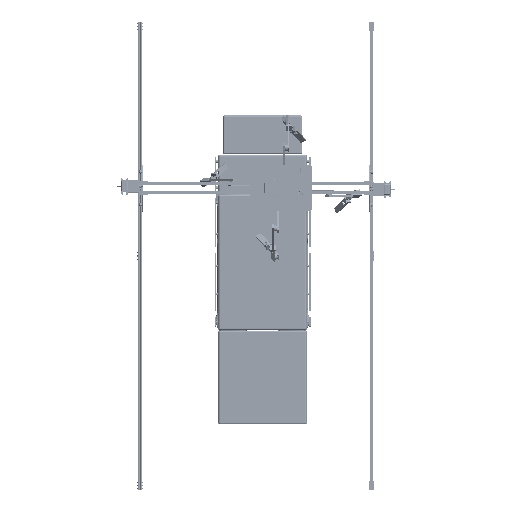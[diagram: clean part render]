
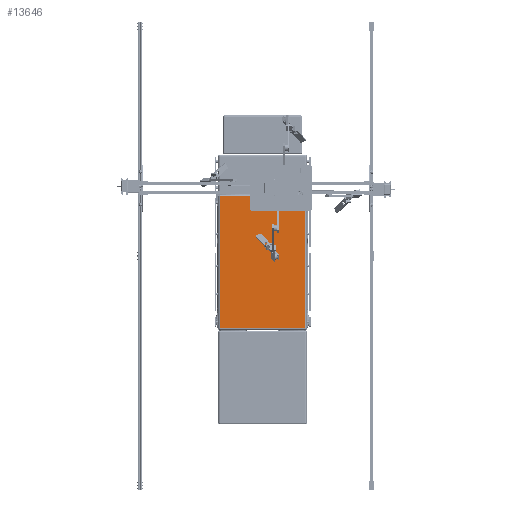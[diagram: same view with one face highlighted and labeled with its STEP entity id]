
A CAD part, top view. The second image highlights one B-rep face of the part: STEP entity #13646.
In plain terms, the highlighted planar face has unit normal (0, 0, 1).
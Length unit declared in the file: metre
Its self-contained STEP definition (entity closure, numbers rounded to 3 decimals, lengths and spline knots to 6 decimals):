
#13646 = ADVANCED_FACE( '', ( #25455 ), #25456, .T. );
#25455 = FACE_OUTER_BOUND( '', #51935, .T. );
#25456 = PLANE( '', #51936 );
#51935 = EDGE_LOOP( '', ( #82480, #82481, #82482, #82483 ) );
#51936 = AXIS2_PLACEMENT_3D( '', #82484, #82485, #82486 );
#82480 = ORIENTED_EDGE( '', *, *, #107959, .T. );
#82481 = ORIENTED_EDGE( '', *, *, #107960, .T. );
#82482 = ORIENTED_EDGE( '', *, *, #107961, .T. );
#82483 = ORIENTED_EDGE( '', *, *, #103621, .T. );
#82484 = CARTESIAN_POINT( '', ( -0.343, 0.2725, -0.02 ) );
#82485 = DIRECTION( '', ( 0., 0., 1. ) );
#82486 = DIRECTION( '', ( 0., -1., 0. ) );
#103621 = EDGE_CURVE( '', #114929, #114927, #114930, .T. );
#107959 = EDGE_CURVE( '', #114927, #117192, #122338, .T. );
#107960 = EDGE_CURVE( '', #117192, #122339, #122340, .T. );
#107961 = EDGE_CURVE( '', #122339, #114929, #122341, .F. );
#114927 = VERTEX_POINT( '', #134938 );
#114929 = VERTEX_POINT( '', #134940 );
#114930 = LINE( '', #134941, #134942 );
#117192 = VERTEX_POINT( '', #144963 );
#122338 = LINE( '', #161242, #161243 );
#122339 = VERTEX_POINT( '', #161244 );
#122340 = LINE( '', #161245, #161246 );
#122341 = LINE( '', #161247, #161248 );
#134938 = CARTESIAN_POINT( '', ( -0.343, 0.2725, -0.02 ) );
#134940 = CARTESIAN_POINT( '', ( 0.503, 0.2725, -0.02 ) );
#134941 = CARTESIAN_POINT( '', ( 0.08, 0.2725, -0.02 ) );
#134942 = VECTOR( '', #182657, 1. );
#144963 = CARTESIAN_POINT( '', ( -0.343, -0.2725, -0.02 ) );
#161242 = CARTESIAN_POINT( '', ( -0.343, 0., -0.02 ) );
#161243 = VECTOR( '', #188069, 1. );
#161244 = CARTESIAN_POINT( '', ( 0.503, -0.2725, -0.02 ) );
#161245 = CARTESIAN_POINT( '', ( 0.08, -0.2725, -0.02 ) );
#161246 = VECTOR( '', #188070, 1. );
#161247 = CARTESIAN_POINT( '', ( 0.503, 0., -0.02 ) );
#161248 = VECTOR( '', #188071, 1. );
#182657 = DIRECTION( '', ( -1., 0., 0. ) );
#188069 = DIRECTION( '', ( 0., -1., 0. ) );
#188070 = DIRECTION( '', ( 1., 0., 0. ) );
#188071 = DIRECTION( '', ( 0., -1., 0. ) );
